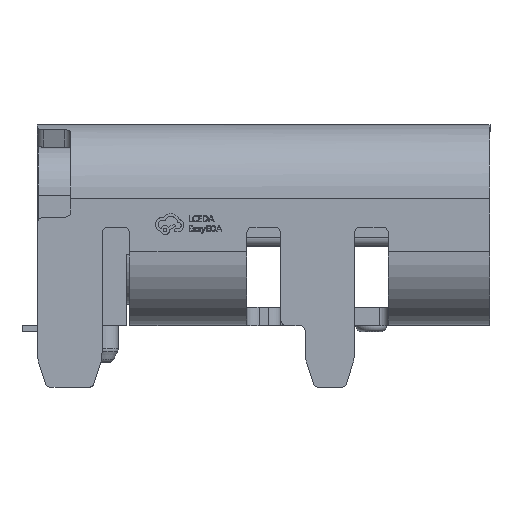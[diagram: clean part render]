
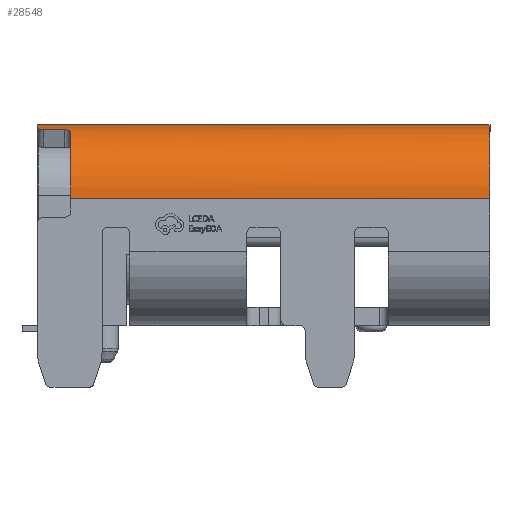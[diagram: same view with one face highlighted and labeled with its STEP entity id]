
A CAD part, left-side view. The second image highlights one B-rep face of the part: STEP entity #28548.
In plain terms, the highlighted cylindrical face has radius 1.2 mm (diameter 2.4 mm), a partial arc.
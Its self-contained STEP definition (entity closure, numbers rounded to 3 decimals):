
#59 = EDGE_CURVE ( 'NONE', #14887, #12069, #3478, .T. ) ;
#259 = EDGE_CURVE ( 'NONE', #25820, #14887, #1802, .T. ) ;
#873 = CARTESIAN_POINT ( 'NONE',  ( -3.643, 2.949, 1.826 ) ) ;
#1185 = CARTESIAN_POINT ( 'NONE',  ( -3.27, 2.41, 0.685 ) ) ;
#1612 = CARTESIAN_POINT ( 'NONE',  ( -3.706, 2.51, 1.803 ) ) ;
#1745 = CARTESIAN_POINT ( 'NONE',  ( -3.707, 2.487, 1.802 ) ) ;
#1802 = CIRCLE ( 'NONE', #6073, 1.2 ) ;
#2053 = CARTESIAN_POINT ( 'NONE',  ( -3.27, 2.955, 0.685 ) ) ;
#2247 = CARTESIAN_POINT ( 'NONE',  ( -3.749, 2.425, 1.785 ) ) ;
#2314 = DIRECTION ( 'NONE',  ( 0., 1., 0. ) ) ;
#2555 = DIRECTION ( 'NONE',  ( 1., 0., 0. ) ) ;
#2567 = VECTOR ( 'NONE', #6996, 1000. ) ;
#2915 = CARTESIAN_POINT ( 'NONE',  ( -3.67, 2.933, 1.816 ) ) ;
#2917 = DIRECTION ( 'NONE',  ( -1., 0., 0. ) ) ;
#3252 = CARTESIAN_POINT ( 'NONE',  ( -3.703, 2.877, 1.804 ) ) ;
#3459 = ORIENTED_EDGE ( 'NONE', *, *, #11195, .T. ) ;
#3478 = B_SPLINE_CURVE_WITH_KNOTS ( 'NONE', 3,
 ( #18731, #31641, #23783, #873, #10759, #8088, #2915, #18229, #16427, #11066, #28457, #20931, #3252, #21266, #28608, #25939 ),
 .UNSPECIFIED., .F., .F.,
 ( 4, 3, 3, 3, 3, 4 ),
 ( 0., 0., 0., 0., 0., 0. ),
 .UNSPECIFIED. ) ;
#3810 = EDGE_CURVE ( 'NONE', #30063, #13017, #4920, .T. ) ;
#4507 = VERTEX_POINT ( 'NONE', #14983 ) ;
#4740 = CARTESIAN_POINT ( 'NONE',  ( -3.706, 2.51, 1.803 ) ) ;
#4920 = B_SPLINE_CURVE_WITH_KNOTS ( 'NONE', 3,
 ( #4740, #17265, #1745, #11921, #26975, #9787, #19912, #27631, #16787, #2247, #24455, #12405, #19252, #19414, #32173, #14274 ),
 .UNSPECIFIED., .F., .F.,
 ( 4, 3, 3, 3, 3, 4 ),
 ( 0., 0., 0., 0., 0., 0. ),
 .UNSPECIFIED. ) ;
#5052 = DIRECTION ( 'NONE',  ( 0., -1., 0. ) ) ;
#5468 = CARTESIAN_POINT ( 'NONE',  ( -4.47, 2.41, 0.685 ) ) ;
#6073 = AXIS2_PLACEMENT_3D ( 'NONE', #2053, #5052, #2555 ) ;
#6669 = LINE ( 'NONE', #14340, #2567 ) ;
#6996 = DIRECTION ( 'NONE',  ( 0., 1., 0. ) ) ;
#7001 = CARTESIAN_POINT ( 'NONE',  ( -3.27, -4.395, 1.885 ) ) ;
#7076 = CARTESIAN_POINT ( 'NONE',  ( -3.27, -4.395, 1.885 ) ) ;
#8063 = ORIENTED_EDGE ( 'NONE', *, *, #18282, .T. ) ;
#8088 = CARTESIAN_POINT ( 'NONE',  ( -3.662, 2.94, 1.819 ) ) ;
#8775 = DIRECTION ( 'NONE',  ( 0., -1., 0. ) ) ;
#9286 = ORIENTED_EDGE ( 'NONE', *, *, #3810, .T. ) ;
#9787 = CARTESIAN_POINT ( 'NONE',  ( -3.719, 2.456, 1.798 ) ) ;
#10711 = ORIENTED_EDGE ( 'NONE', *, *, #26433, .F. ) ;
#10759 = CARTESIAN_POINT ( 'NONE',  ( -3.653, 2.946, 1.822 ) ) ;
#11066 = CARTESIAN_POINT ( 'NONE',  ( -3.691, 2.908, 1.808 ) ) ;
#11195 = EDGE_CURVE ( 'NONE', #13017, #18422, #27143, .T. ) ;
#11921 = CARTESIAN_POINT ( 'NONE',  ( -3.711, 2.477, 1.801 ) ) ;
#12069 = VERTEX_POINT ( 'NONE', #18006 ) ;
#12308 = LINE ( 'NONE', #7001, #27595 ) ;
#12405 = CARTESIAN_POINT ( 'NONE',  ( -3.767, 2.415, 1.777 ) ) ;
#12694 = AXIS2_PLACEMENT_3D ( 'NONE', #1185, #13552, #21899 ) ;
#12753 = DIRECTION ( 'NONE',  ( 0., 1., 0. ) ) ;
#13017 = VERTEX_POINT ( 'NONE', #21965 ) ;
#13552 = DIRECTION ( 'NONE',  ( 0., -1., 0. ) ) ;
#13628 = DIRECTION ( 'NONE',  ( 1., 0., 0. ) ) ;
#14274 = CARTESIAN_POINT ( 'NONE',  ( -3.797, 2.41, 1.763 ) ) ;
#14340 = CARTESIAN_POINT ( 'NONE',  ( -4.47, -4.395, 0.685 ) ) ;
#14887 = VERTEX_POINT ( 'NONE', #27455 ) ;
#14983 = CARTESIAN_POINT ( 'NONE',  ( -4.47, -4.395, 0.685 ) ) ;
#15691 = EDGE_CURVE ( 'NONE', #4507, #18422, #6669, .T. ) ;
#16249 = VECTOR ( 'NONE', #16418, 1000. ) ;
#16418 = DIRECTION ( 'NONE',  ( 0., -1., 0. ) ) ;
#16427 = CARTESIAN_POINT ( 'NONE',  ( -3.686, 2.917, 1.811 ) ) ;
#16787 = CARTESIAN_POINT ( 'NONE',  ( -3.74, 2.431, 1.789 ) ) ;
#16800 = ORIENTED_EDGE ( 'NONE', *, *, #259, .T. ) ;
#17265 = CARTESIAN_POINT ( 'NONE',  ( -3.706, 2.499, 1.803 ) ) ;
#17714 = AXIS2_PLACEMENT_3D ( 'NONE', #25288, #12753, #2917 ) ;
#18006 = CARTESIAN_POINT ( 'NONE',  ( -3.706, 2.855, 1.803 ) ) ;
#18069 = CARTESIAN_POINT ( 'NONE',  ( -3.27, 2.955, 1.885 ) ) ;
#18229 = CARTESIAN_POINT ( 'NONE',  ( -3.679, 2.926, 1.813 ) ) ;
#18282 = EDGE_CURVE ( 'NONE', #29565, #25820, #12308, .T. ) ;
#18422 = VERTEX_POINT ( 'NONE', #5468 ) ;
#18731 = CARTESIAN_POINT ( 'NONE',  ( -3.611, 2.955, 1.835 ) ) ;
#18746 = ORIENTED_EDGE ( 'NONE', *, *, #15691, .F. ) ;
#19252 = CARTESIAN_POINT ( 'NONE',  ( -3.777, 2.412, 1.772 ) ) ;
#19414 = CARTESIAN_POINT ( 'NONE',  ( -3.784, 2.411, 1.769 ) ) ;
#19912 = CARTESIAN_POINT ( 'NONE',  ( -3.726, 2.447, 1.795 ) ) ;
#20339 = ORIENTED_EDGE ( 'NONE', *, *, #59, .T. ) ;
#20931 = CARTESIAN_POINT ( 'NONE',  ( -3.701, 2.888, 1.805 ) ) ;
#21200 = CIRCLE ( 'NONE', #31350, 1.2 ) ;
#21266 = CARTESIAN_POINT ( 'NONE',  ( -3.705, 2.87, 1.803 ) ) ;
#21899 = DIRECTION ( 'NONE',  ( -1., 0., 0. ) ) ;
#21965 = CARTESIAN_POINT ( 'NONE',  ( -3.797, 2.41, 1.763 ) ) ;
#23783 = CARTESIAN_POINT ( 'NONE',  ( -3.632, 2.953, 1.829 ) ) ;
#24455 = CARTESIAN_POINT ( 'NONE',  ( -3.758, 2.419, 1.781 ) ) ;
#24650 = CYLINDRICAL_SURFACE ( 'NONE', #17714, 1.2 ) ;
#25000 = EDGE_CURVE ( 'NONE', #12069, #30063, #31968, .T. ) ;
#25288 = CARTESIAN_POINT ( 'NONE',  ( -3.27, -4.395, 0.685 ) ) ;
#25820 = VERTEX_POINT ( 'NONE', #18069 ) ;
#25939 = CARTESIAN_POINT ( 'NONE',  ( -3.706, 2.855, 1.803 ) ) ;
#26153 = CARTESIAN_POINT ( 'NONE',  ( -3.27, -4.395, 0.685 ) ) ;
#26433 = EDGE_CURVE ( 'NONE', #29565, #4507, #21200, .T. ) ;
#26975 = CARTESIAN_POINT ( 'NONE',  ( -3.714, 2.466, 1.8 ) ) ;
#27143 = CIRCLE ( 'NONE', #12694, 1.2 ) ;
#27455 = CARTESIAN_POINT ( 'NONE',  ( -3.611, 2.955, 1.835 ) ) ;
#27595 = VECTOR ( 'NONE', #2314, 1000. ) ;
#27631 = CARTESIAN_POINT ( 'NONE',  ( -3.732, 2.439, 1.792 ) ) ;
#28198 = EDGE_LOOP ( 'NONE', ( #16800, #20339, #31121, #9286, #3459, #18746, #10711, #8063 ) ) ;
#28457 = CARTESIAN_POINT ( 'NONE',  ( -3.697, 2.899, 1.806 ) ) ;
#28548 = ADVANCED_FACE ( 'NONE', ( #29485 ), #24650, .T. ) ;
#28608 = CARTESIAN_POINT ( 'NONE',  ( -3.706, 2.862, 1.803 ) ) ;
#29485 = FACE_OUTER_BOUND ( 'NONE', #28198, .T. ) ;
#29565 = VERTEX_POINT ( 'NONE', #7076 ) ;
#30063 = VERTEX_POINT ( 'NONE', #1612 ) ;
#31121 = ORIENTED_EDGE ( 'NONE', *, *, #25000, .T. ) ;
#31350 = AXIS2_PLACEMENT_3D ( 'NONE', #26153, #8775, #13628 ) ;
#31641 = CARTESIAN_POINT ( 'NONE',  ( -3.622, 2.955, 1.832 ) ) ;
#31968 = LINE ( 'NONE', #32467, #16249 ) ;
#32173 = CARTESIAN_POINT ( 'NONE',  ( -3.791, 2.41, 1.766 ) ) ;
#32467 = CARTESIAN_POINT ( 'NONE',  ( -3.706, -4.395, 1.803 ) ) ;
